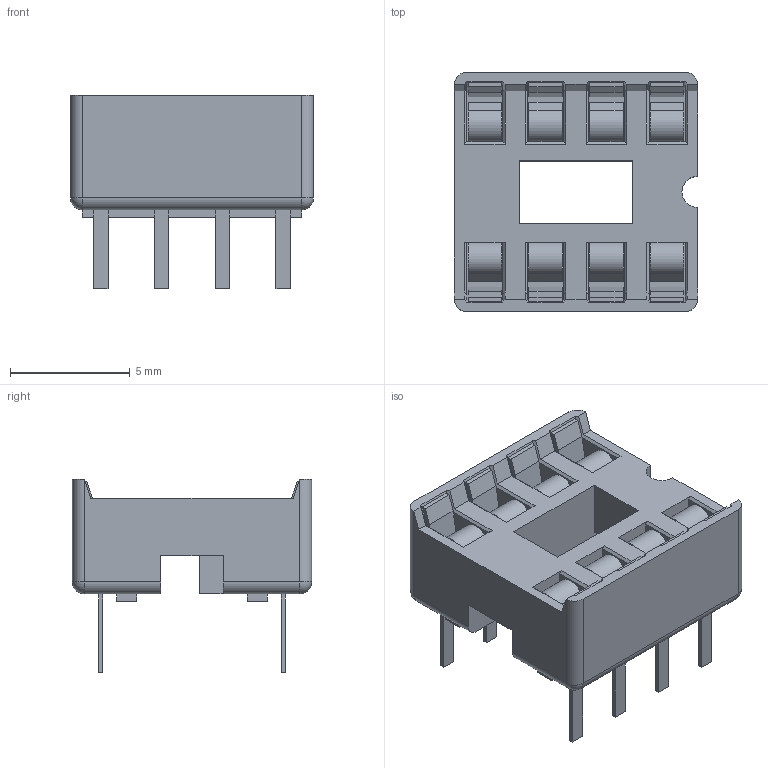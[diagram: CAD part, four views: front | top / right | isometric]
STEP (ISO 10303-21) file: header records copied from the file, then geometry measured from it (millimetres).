
FILE_DESCRIPTION((''),'2;1');
FILE_NAME('C-1-2199298-2','2014-11-04T',('workeradm'),('Tyco Electronics Ltd.'),'PRO/ENGINEER BY PARAMETRIC TECHNOLOGY CORPORATION, 2014090','PRO/ENGINEER BY PARAMETRIC TECHNOLOGY CORPORATION, 2014090','');
FILE_SCHEMA(('AUTOMOTIVE_DESIGN { 1 0 10303 214 1 1 1 1 }'));
Length unit declared in the file: millimetre
Products named in the file (1): C-1-2199298-2
Bounding box: 10.16 x 10 x 8.1 mm (x, y, z)
Volume: 330.5 mm3; surface area: 587.6 mm2
Topology: 1 solids, 1 shells, 287 faces, 794 edges, 508 vertices
Faces by surface type: plane 256, cylinder 27, sphere 4
Entity records: 9142 total; most frequent: CARTESIAN_POINT 1591, ORIENTED_EDGE 1588, DIRECTION 1422, EDGE_CURVE 794, VECTOR 740, LINE 740, VERTEX_POINT 508, AXIS2_PLACEMENT_3D 341
